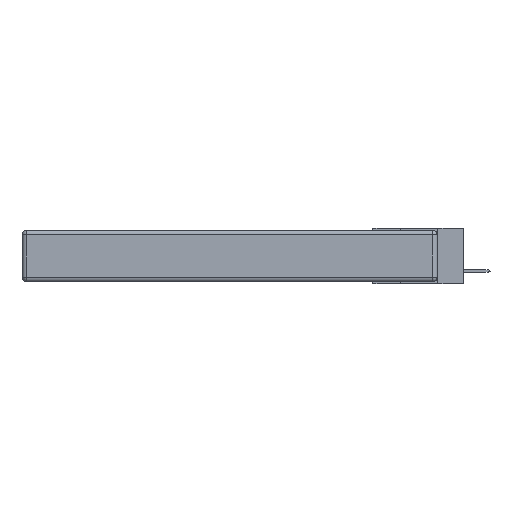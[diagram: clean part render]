
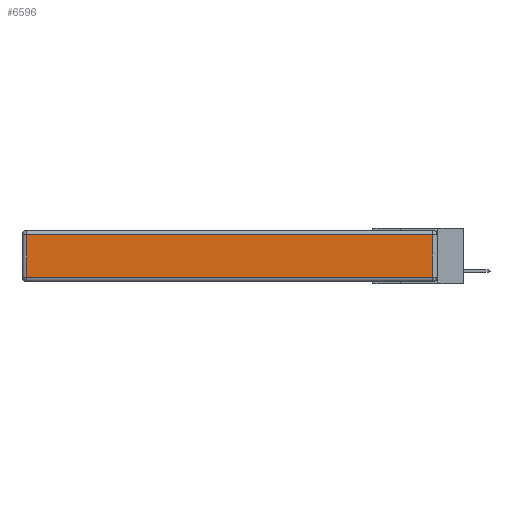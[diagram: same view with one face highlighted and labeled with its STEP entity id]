
A CAD part, left-side view. The second image highlights one B-rep face of the part: STEP entity #6596.
In plain terms, the highlighted planar face has unit normal (-1, 0, 0).
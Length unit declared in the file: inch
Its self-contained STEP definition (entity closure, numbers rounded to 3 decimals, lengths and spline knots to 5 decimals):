
#398 = VERTEX_POINT ( 'NONE', #3354 ) ;
#865 = DIRECTION ( 'NONE',  ( 0., -1., 0. ) ) ;
#999 = VERTEX_POINT ( 'NONE', #13611 ) ;
#2248 = DIRECTION ( 'NONE',  ( 0., 0., 1. ) ) ;
#2416 = FACE_OUTER_BOUND ( 'NONE', #5056, .T. ) ;
#2529 = PLANE ( 'NONE',  #20777 ) ;
#2962 = CARTESIAN_POINT ( 'NONE',  ( 0., 2.75, -0.03 ) ) ;
#3029 = ORIENTED_EDGE ( 'NONE', *, *, #17735, .T. ) ;
#3043 = EDGE_CURVE ( 'NONE', #398, #20177, #9302, .T. ) ;
#3199 = CARTESIAN_POINT ( 'NONE',  ( 0., 0.03, -0.03 ) ) ;
#3354 = CARTESIAN_POINT ( 'NONE',  ( 0., 2.72, -0.03 ) ) ;
#5056 = EDGE_LOOP ( 'NONE', ( #16755, #3029, #14059, #16026 ) ) ;
#6596 = ADVANCED_FACE ( 'NONE', ( #2416 ), #2529, .T. ) ;
#7470 = EDGE_CURVE ( 'NONE', #19862, #398, #18285, .T. ) ;
#7935 = CARTESIAN_POINT ( 'NONE',  ( 0., 0., -0.343 ) ) ;
#9219 = DIRECTION ( 'NONE',  ( 0., 0., -1. ) ) ;
#9302 = LINE ( 'NONE', #14506, #12645 ) ;
#9788 = DIRECTION ( 'NONE',  ( 0., 0., 1. ) ) ;
#12645 = VECTOR ( 'NONE', #9219, 39.37008 ) ;
#12940 = CARTESIAN_POINT ( 'NONE',  ( 0., 0.03, -0.343 ) ) ;
#13194 = CARTESIAN_POINT ( 'NONE',  ( 0., 0., -0.313 ) ) ;
#13611 = CARTESIAN_POINT ( 'NONE',  ( 0., 0.03, -0.313 ) ) ;
#14059 = ORIENTED_EDGE ( 'NONE', *, *, #7470, .T. ) ;
#14312 = LINE ( 'NONE', #13194, #22998 ) ;
#14506 = CARTESIAN_POINT ( 'NONE',  ( 0., 2.72, -0.343 ) ) ;
#14857 = CARTESIAN_POINT ( 'NONE',  ( 0., 2.72, -0.313 ) ) ;
#15379 = VECTOR ( 'NONE', #2248, 39.37008 ) ;
#15498 = VECTOR ( 'NONE', #18701, 39.37008 ) ;
#15672 = EDGE_CURVE ( 'NONE', #20177, #999, #14312, .T. ) ;
#16026 = ORIENTED_EDGE ( 'NONE', *, *, #3043, .T. ) ;
#16755 = ORIENTED_EDGE ( 'NONE', *, *, #15672, .T. ) ;
#17735 = EDGE_CURVE ( 'NONE', #999, #19862, #21810, .T. ) ;
#18285 = LINE ( 'NONE', #2962, #15498 ) ;
#18670 = DIRECTION ( 'NONE',  ( -1., 0., 0. ) ) ;
#18701 = DIRECTION ( 'NONE',  ( 0., 1., 0. ) ) ;
#19862 = VERTEX_POINT ( 'NONE', #3199 ) ;
#20177 = VERTEX_POINT ( 'NONE', #14857 ) ;
#20777 = AXIS2_PLACEMENT_3D ( 'NONE', #7935, #18670, #9788 ) ;
#21810 = LINE ( 'NONE', #12940, #15379 ) ;
#22998 = VECTOR ( 'NONE', #865, 39.37008 ) ;
